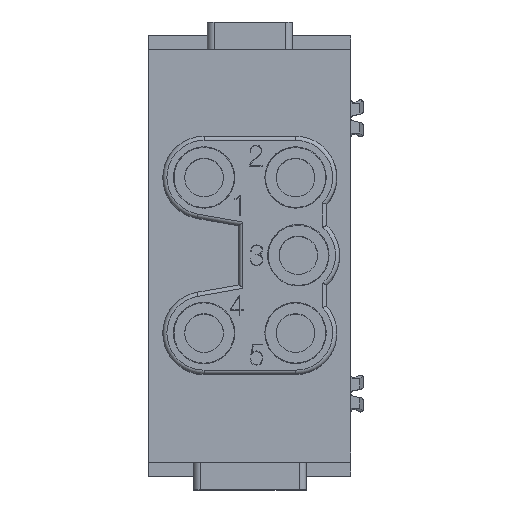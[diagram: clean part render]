
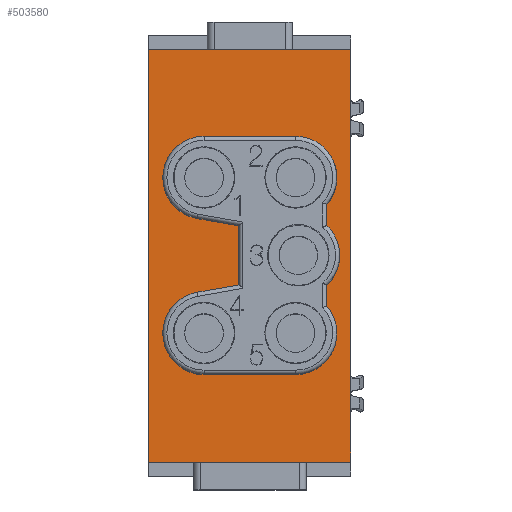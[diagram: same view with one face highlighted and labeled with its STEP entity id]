
A CAD part, top view. The second image highlights one B-rep face of the part: STEP entity #503580.
In plain terms, the highlighted face is planar.
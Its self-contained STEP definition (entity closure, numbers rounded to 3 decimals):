
#1670=CARTESIAN_POINT('',(36.706,54.022,15.));
#1680=VERTEX_POINT('',#1670);
#1730=CARTESIAN_POINT('',(0.,54.022,15.));
#1740=DIRECTION('',(1.,0.,0.));
#1750=VECTOR('',#1740,1.);
#1760=LINE('',#1730,#1750);
#1770=CARTESIAN_POINT('',(32.389,54.022,15.));
#1780=VERTEX_POINT('',#1770);
#1790=EDGE_CURVE('',#1780,#1680,#1760,.T.);
#4910=CARTESIAN_POINT('',(38.242,47.622,15.));
#4920=VERTEX_POINT('',#4910);
#4970=CARTESIAN_POINT('',(40.198,49.897,15.));
#4980=DIRECTION('',(0.,0.,-1.));
#4990=DIRECTION('',(0.,1.,0.));
#5000=AXIS2_PLACEMENT_3D('',#4970,#4980,#4990);
#5010=CIRCLE('',#5000,3.);
#5020=CARTESIAN_POINT('',(43.198,49.897,15.));
#5030=VERTEX_POINT('',#5020);
#5040=EDGE_CURVE('',#5030,#4920,#5010,.T.);
#5840=CARTESIAN_POINT('',(41.915,0.,15.));
#5850=DIRECTION('',(0.174,-0.985,0.));
#5860=VECTOR('',#5850,1.);
#5870=LINE('',#5840,#5860);
#5880=CARTESIAN_POINT('',(31.852,57.068,15.));
#5890=VERTEX_POINT('',#5880);
#5900=EDGE_CURVE('',#5890,#1780,#5870,.T.);
#6270=CARTESIAN_POINT('',(25.898,56.547,15.));
#6280=VERTEX_POINT('',#6270);
#6310=CARTESIAN_POINT('',(25.898,0.,15.));
#6320=DIRECTION('',(0.,1.,0.));
#6330=VECTOR('',#6320,1.);
#6340=LINE('',#6310,#6330);
#6350=CARTESIAN_POINT('',(25.898,49.897,15.));
#6360=VERTEX_POINT('',#6350);
#6370=EDGE_CURVE('',#6360,#6280,#6340,.T.);
#9470=CARTESIAN_POINT('',(30.853,47.622,15.));
#9480=VERTEX_POINT('',#9470);
#9510=CARTESIAN_POINT('',(0.,47.622,15.));
#9520=DIRECTION('',(-1.,0.,0.));
#9530=VECTOR('',#9520,1.);
#9540=LINE('',#9510,#9530);
#9550=CARTESIAN_POINT('',(32.381,47.622,15.));
#9560=VERTEX_POINT('',#9550);
#9570=EDGE_CURVE('',#9560,#9480,#9540,.T.);
#10060=CARTESIAN_POINT('',(28.898,56.547,15.));
#10070=DIRECTION('',(0.,0.,-1.));
#10080=DIRECTION('',(0.,1.,0.));
#10090=AXIS2_PLACEMENT_3D('',#10060,#10070,#10080);
#10100=CIRCLE('',#10090,3.);
#10110=EDGE_CURVE('',#6280,#5890,#10100,.T.);
#10370=CARTESIAN_POINT('',(28.898,49.897,15.));
#10380=DIRECTION('',(0.,0.,-1.));
#10390=DIRECTION('',(0.,1.,0.));
#10400=AXIS2_PLACEMENT_3D('',#10370,#10380,#10390);
#10410=CIRCLE('',#10400,3.);
#10420=EDGE_CURVE('',#9480,#6360,#10410,.T.);
#13790=CARTESIAN_POINT('',(37.243,57.068,15.));
#13800=VERTEX_POINT('',#13790);
#13830=CARTESIAN_POINT('',(27.181,0.,15.));
#13840=DIRECTION('',(0.174,0.985,0.));
#13850=VECTOR('',#13840,1.);
#13860=LINE('',#13830,#13850);
#13870=EDGE_CURVE('',#1680,#13800,#13860,.T.);
#14970=CARTESIAN_POINT('',(43.198,0.,15.));
#14980=DIRECTION('',(0.,-1.,0.));
#14990=VECTOR('',#14980,1.);
#15000=LINE('',#14970,#14990);
#15010=CARTESIAN_POINT('',(43.198,56.547,15.));
#15020=VERTEX_POINT('',#15010);
#15030=EDGE_CURVE('',#15020,#5030,#15000,.T.);
#83910=CARTESIAN_POINT('',(19.548,45.872,15.));
#83920=VERTEX_POINT('',#83910);
#83950=CARTESIAN_POINT('',(19.548,0.,15.));
#83960=DIRECTION('',(0.,-1.,0.));
#83970=VECTOR('',#83960,1.);
#83980=LINE('',#83950,#83970);
#83990=CARTESIAN_POINT('',(19.548,60.572,15.));
#84000=VERTEX_POINT('',#83990);
#84010=EDGE_CURVE('',#84000,#83920,#83980,.T.);
#88000=CARTESIAN_POINT('',(0.,60.572,15.));
#88010=DIRECTION('',(1.,0.,0.));
#88020=VECTOR('',#88010,1.);
#88030=LINE('',#88000,#88020);
#88040=CARTESIAN_POINT('',(49.548,60.572,15.));
#88050=VERTEX_POINT('',#88040);
#88060=EDGE_CURVE('',#84000,#88050,#88030,.T.);
#90120=CARTESIAN_POINT('',(49.548,45.872,15.));
#90130=VERTEX_POINT('',#90120);
#90160=CARTESIAN_POINT('',(0.,45.872,15.));
#90170=DIRECTION('',(-1.,0.,0.));
#90180=VECTOR('',#90170,1.);
#90190=LINE('',#90160,#90180);
#90200=EDGE_CURVE('',#90130,#83920,#90190,.T.);
#190910=CARTESIAN_POINT('',(49.548,0.,15.));
#190920=DIRECTION('',(0.,-1.,0.));
#190930=VECTOR('',#190920,1.);
#190940=LINE('',#190910,#190930);
#190950=EDGE_CURVE('',#88050,#90130,#190940,.T.);
#236120=CARTESIAN_POINT('',(40.198,56.547,15.));
#236130=DIRECTION('',(0.,0.,-1.));
#236140=DIRECTION('',(0.,1.,0.));
#236150=AXIS2_PLACEMENT_3D('',#236120,#236130,#236140);
#236160=CIRCLE('',#236150,3.);
#236170=EDGE_CURVE('',#13800,#15020,#236160,.T.);
#263540=CARTESIAN_POINT('',(36.714,47.622,15.));
#263550=VERTEX_POINT('',#263540);
#263580=CARTESIAN_POINT('',(0.,47.622,15.));
#263590=DIRECTION('',(-1.,0.,0.));
#263600=VECTOR('',#263590,1.);
#263610=LINE('',#263580,#263600);
#263620=EDGE_CURVE('',#4920,#263550,#263610,.T.);
#263810=CARTESIAN_POINT('',(34.548,49.697,15.));
#263820=DIRECTION('',(0.,0.,-1.));
#263830=DIRECTION('',(0.,1.,0.));
#263840=AXIS2_PLACEMENT_3D('',#263810,#263820,#263830);
#263850=CIRCLE('',#263840,3.);
#263860=EDGE_CURVE('',#263550,#9560,#263850,.T.);
#503330=CARTESIAN_POINT('',(41.12,56.844,15.));
#503340=DIRECTION('',(0.,0.,-1.));
#503350=DIRECTION('',(-1.,0.,0.));
#503360=AXIS2_PLACEMENT_3D('',#503330,#503340,#503350);
#503370=PLANE('',#503360);
#503380=ORIENTED_EDGE('',*,*,#9570,.F.);
#503390=ORIENTED_EDGE('',*,*,#10420,.F.);
#503400=ORIENTED_EDGE('',*,*,#6370,.F.);
#503410=ORIENTED_EDGE('',*,*,#10110,.F.);
#503420=ORIENTED_EDGE('',*,*,#5900,.F.);
#503430=ORIENTED_EDGE('',*,*,#1790,.F.);
#503440=ORIENTED_EDGE('',*,*,#13870,.F.);
#503450=ORIENTED_EDGE('',*,*,#236170,.F.);
#503460=ORIENTED_EDGE('',*,*,#15030,.F.);
#503470=ORIENTED_EDGE('',*,*,#5040,.F.);
#503480=ORIENTED_EDGE('',*,*,#263620,.F.);
#503490=ORIENTED_EDGE('',*,*,#263860,.F.);
#503500=EDGE_LOOP('',(#503490,#503480,#503470,#503460,#503450,#503440,
#503430,#503420,#503410,#503400,#503390,#503380));
#503510=FACE_BOUND('',#503500,.T.);
#503520=ORIENTED_EDGE('',*,*,#84010,.F.);
#503530=ORIENTED_EDGE('',*,*,#90200,.T.);
#503540=ORIENTED_EDGE('',*,*,#190950,.T.);
#503550=ORIENTED_EDGE('',*,*,#88060,.T.);
#503560=EDGE_LOOP('',(#503550,#503540,#503530,#503520));
#503570=FACE_OUTER_BOUND('',#503560,.T.);
#503580=ADVANCED_FACE('',(#503510,#503570),#503370,.T.);
